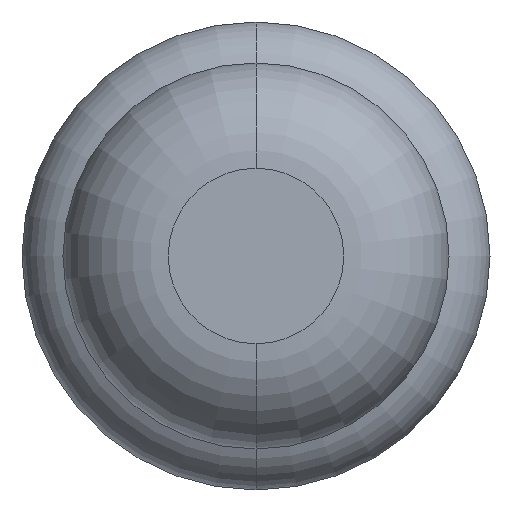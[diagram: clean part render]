
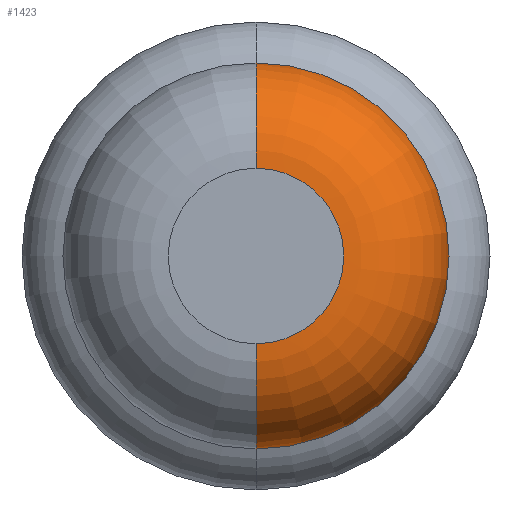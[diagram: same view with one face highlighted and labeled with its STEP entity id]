
A CAD part, front view. The second image highlights one B-rep face of the part: STEP entity #1423.
In plain terms, the highlighted toroidal (fillet/blend) face has major radius 0.375 mm and minor radius 0.45 mm.
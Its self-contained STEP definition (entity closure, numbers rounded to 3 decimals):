
#61 = EDGE_CURVE ( 'NONE', #3765, #2372, #1117, .T. ) ;
#100 = EDGE_LOOP ( 'NONE', ( #3454, #825, #2659, #2960 ) ) ;
#134 = EDGE_CURVE ( 'Defeature ausgef�hrt1_19+Defeature ausgef�hrt1_18+Defeature ausgef�hrt1_18+Defeature ausgef�hrt1_18', #2372, #1273, #406, .T. ) ;
#210 = CIRCLE ( 'NONE', #714, 0.375 ) ;
#406 = CIRCLE ( 'NONE', #1962, 0.825 ) ;
#581 = CARTESIAN_POINT ( 'NONE',  ( 0., -26.95, -0.375 ) ) ;
#714 = AXIS2_PLACEMENT_3D ( 'NONE', #1728, #2023, #1022 ) ;
#732 = DIRECTION ( 'NONE',  ( 0., 1., 0. ) ) ;
#825 = ORIENTED_EDGE ( 'NONE', *, *, #868, .T. ) ;
#868 = EDGE_CURVE ( 'NONE', #2601, #1273, #4152, .T. ) ;
#1022 = DIRECTION ( 'NONE',  ( 0., 0., 1. ) ) ;
#1117 = CIRCLE ( 'NONE', #1817, 0.45 ) ;
#1183 = FACE_OUTER_BOUND ( 'NONE', #100, .T. ) ;
#1202 = DIRECTION ( 'NONE',  ( 1., 0., 0. ) ) ;
#1273 = VERTEX_POINT ( 'NONE', #3375 ) ;
#1320 = DIRECTION ( 'NONE',  ( 0., 0., 1. ) ) ;
#1390 = CARTESIAN_POINT ( 'NONE',  ( 0., -26.95, 0.825 ) ) ;
#1423 = ADVANCED_FACE ( 'Defeature ausgef�hrt1_18', ( #1183 ), #2918, .T. ) ;
#1567 = DIRECTION ( 'NONE',  ( 0., 1., 0. ) ) ;
#1577 = CARTESIAN_POINT ( 'NONE',  ( 0., -27.4, -0.375 ) ) ;
#1728 = CARTESIAN_POINT ( 'NONE',  ( 0., -27.4, 0. ) ) ;
#1817 = AXIS2_PLACEMENT_3D ( 'NONE', #3833, #4169, #2240 ) ;
#1856 = DIRECTION ( 'NONE',  ( 0., 0., 1. ) ) ;
#1962 = AXIS2_PLACEMENT_3D ( 'NONE', #2813, #1567, #1856 ) ;
#2023 = DIRECTION ( 'NONE',  ( 0., 1., 0. ) ) ;
#2240 = DIRECTION ( 'NONE',  ( 0., 0., 1. ) ) ;
#2354 = EDGE_CURVE ( 'Defeature ausgef�hrt1_18+Defeature ausgef�hrt1_17+Defeature ausgef�hrt1_17+Defeature ausgef�hrt1_17', #3765, #2601, #210, .T. ) ;
#2372 = VERTEX_POINT ( 'NONE', #1390 ) ;
#2386 = AXIS2_PLACEMENT_3D ( 'NONE', #581, #1202, #4221 ) ;
#2601 = VERTEX_POINT ( 'NONE', #1577 ) ;
#2659 = ORIENTED_EDGE ( 'NONE', *, *, #134, .F. ) ;
#2813 = CARTESIAN_POINT ( 'NONE',  ( 0., -26.95, 0. ) ) ;
#2918 = TOROIDAL_SURFACE ( 'NONE', #2946, 0.375, 0.45 ) ;
#2946 = AXIS2_PLACEMENT_3D ( 'NONE', #3931, #732, #1320 ) ;
#2960 = ORIENTED_EDGE ( 'NONE', *, *, #61, .F. ) ;
#3375 = CARTESIAN_POINT ( 'NONE',  ( 0., -26.95, -0.825 ) ) ;
#3454 = ORIENTED_EDGE ( 'NONE', *, *, #2354, .T. ) ;
#3765 = VERTEX_POINT ( 'NONE', #4228 ) ;
#3833 = CARTESIAN_POINT ( 'NONE',  ( 0., -26.95, 0.375 ) ) ;
#3931 = CARTESIAN_POINT ( 'NONE',  ( 0., -26.95, 0. ) ) ;
#4152 = CIRCLE ( 'NONE', #2386, 0.45 ) ;
#4169 = DIRECTION ( 'NONE',  ( -1., 0., 0. ) ) ;
#4221 = DIRECTION ( 'NONE',  ( 0., 0., -1. ) ) ;
#4228 = CARTESIAN_POINT ( 'NONE',  ( 0., -27.4, 0.375 ) ) ;
